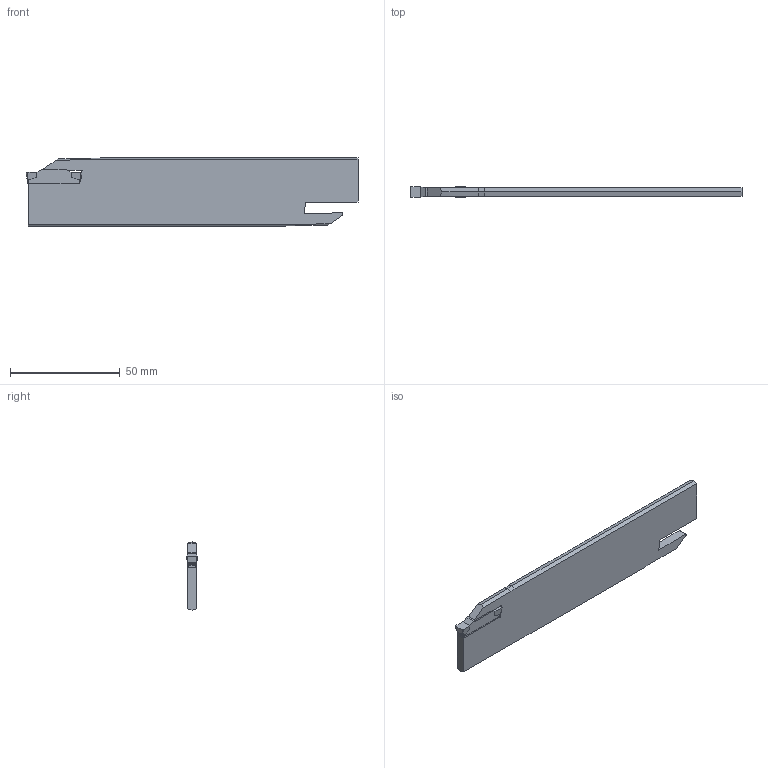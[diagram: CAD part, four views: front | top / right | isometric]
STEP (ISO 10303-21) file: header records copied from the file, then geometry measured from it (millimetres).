
FILE_DESCRIPTION(/* description */ (''),/* implementation_level */ '2;1');
FILE_NAME(/* name */ 'AKL-ZCC2-32-5.stp',/* time_stamp */ '2023-11-01T01:56:25+03:00',/* author */ (''),/* organization */ (''),/* preprocessor_version */ 'ST-DEVELOPER v19.4',/* originating_system */ 'SIEMENS PLM Software NX2306.3001',/* authorisation */ '');
FILE_SCHEMA (('AUTOMOTIVE_DESIGN { 1 0 10303 214 3 1 1 1 }'));
Length unit declared in the file: millimetre
Products named in the file (1): AKL-ZCC2-32-5_objects
Bounding box: 151 x 5.01 x 30.93 mm (x, y, z)
Volume: 17361.4 mm3; surface area: 10507.9 mm2
Topology: 2 solids, 2 shells, 72 faces, 192 edges, 124 vertices
Faces by surface type: plane 48, cylinder 16, bspline 4, revolution 4
Entity records: 2471 total; most frequent: CARTESIAN_POINT 641, ORIENTED_EDGE 384, DIRECTION 356, EDGE_CURVE 192, LINE 138, VECTOR 138, VERTEX_POINT 124, AXIS2_PLACEMENT_3D 107
